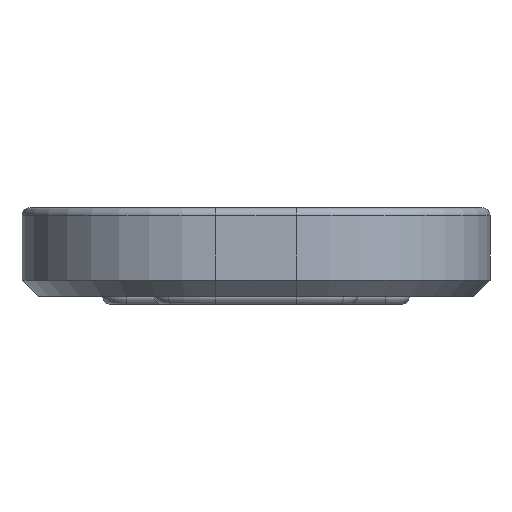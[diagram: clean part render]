
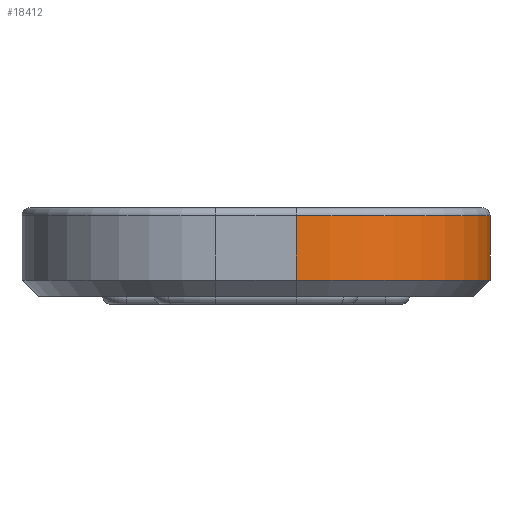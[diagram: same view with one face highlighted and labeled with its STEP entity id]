
A CAD part, left-side view. The second image highlights one B-rep face of the part: STEP entity #18412.
In plain terms, the highlighted cylindrical face has radius 24 mm (diameter 48 mm), a partial arc.
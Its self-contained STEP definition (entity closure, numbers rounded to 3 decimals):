
#277 = CARTESIAN_POINT ( 'NONE',  ( -74., -5., -2. ) ) ;
#1633 = EDGE_LOOP ( 'NONE', ( #23992, #11784, #14702, #4818 ) ) ;
#1818 = VECTOR ( 'NONE', #8819, 1000. ) ;
#1898 = CYLINDRICAL_SURFACE ( 'NONE', #8035, 24. ) ;
#3240 = LINE ( 'NONE', #20726, #1818 ) ;
#4558 = DIRECTION ( 'NONE',  ( 0., 0., 1. ) ) ;
#4746 = EDGE_CURVE ( 'NONE', #13639, #21882, #22291, .T. ) ;
#4818 = ORIENTED_EDGE ( 'NONE', *, *, #25557, .T. ) ;
#4836 = CARTESIAN_POINT ( 'NONE',  ( -50., -29., 6. ) ) ;
#5231 = EDGE_CURVE ( 'NONE', #21882, #16603, #25547, .T. ) ;
#6128 = VERTEX_POINT ( 'NONE', #277 ) ;
#6509 = VECTOR ( 'NONE', #4558, 1000. ) ;
#8035 = AXIS2_PLACEMENT_3D ( 'NONE', #11856, #15244, #13553 ) ;
#8819 = DIRECTION ( 'NONE',  ( 0., 0., 1. ) ) ;
#9994 = CARTESIAN_POINT ( 'NONE',  ( -50., -29., -4. ) ) ;
#11784 = ORIENTED_EDGE ( 'NONE', *, *, #5231, .T. ) ;
#11856 = CARTESIAN_POINT ( 'NONE',  ( -50., -5., -4. ) ) ;
#12465 = CARTESIAN_POINT ( 'NONE',  ( -74., -5., 6. ) ) ;
#12796 = EDGE_CURVE ( 'NONE', #6128, #16603, #3240, .T. ) ;
#12885 = CARTESIAN_POINT ( 'NONE',  ( -50., -5., 6. ) ) ;
#13553 = DIRECTION ( 'NONE',  ( 1., 0., 0. ) ) ;
#13639 = VERTEX_POINT ( 'NONE', #16088 ) ;
#14367 = AXIS2_PLACEMENT_3D ( 'NONE', #12885, #23248, #15335 ) ;
#14702 = ORIENTED_EDGE ( 'NONE', *, *, #12796, .F. ) ;
#14710 = DIRECTION ( 'NONE',  ( 1., 0., 0. ) ) ;
#15071 = CIRCLE ( 'NONE', #15469, 24. ) ;
#15082 = CARTESIAN_POINT ( 'NONE',  ( -50., -5., -2. ) ) ;
#15244 = DIRECTION ( 'NONE',  ( 0., 0., 1. ) ) ;
#15335 = DIRECTION ( 'NONE',  ( 1., 0., 0. ) ) ;
#15469 = AXIS2_PLACEMENT_3D ( 'NONE', #15082, #18981, #14710 ) ;
#16088 = CARTESIAN_POINT ( 'NONE',  ( -50., -29., -2. ) ) ;
#16603 = VERTEX_POINT ( 'NONE', #12465 ) ;
#18412 = ADVANCED_FACE ( 'NONE', ( #21325 ), #1898, .T. ) ;
#18981 = DIRECTION ( 'NONE',  ( 0., 0., 1. ) ) ;
#20726 = CARTESIAN_POINT ( 'NONE',  ( -74., -5., -4. ) ) ;
#21325 = FACE_OUTER_BOUND ( 'NONE', #1633, .T. ) ;
#21882 = VERTEX_POINT ( 'NONE', #4836 ) ;
#22291 = LINE ( 'NONE', #9994, #6509 ) ;
#23248 = DIRECTION ( 'NONE',  ( 0., 0., -1. ) ) ;
#23992 = ORIENTED_EDGE ( 'NONE', *, *, #4746, .T. ) ;
#25547 = CIRCLE ( 'NONE', #14367, 24. ) ;
#25557 = EDGE_CURVE ( 'NONE', #6128, #13639, #15071, .T. ) ;
